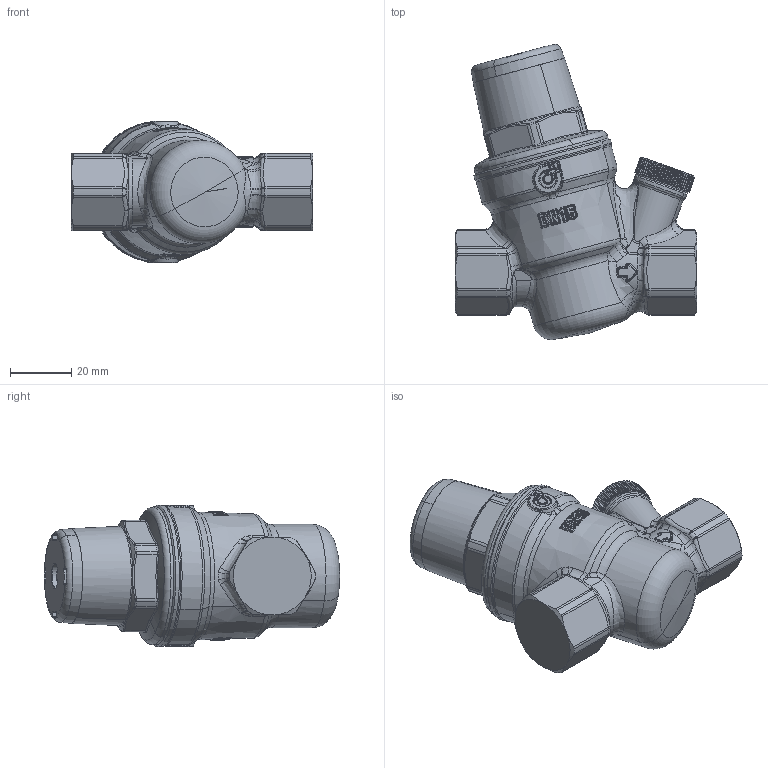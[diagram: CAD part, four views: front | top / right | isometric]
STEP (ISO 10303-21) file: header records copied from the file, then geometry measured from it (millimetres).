
FILE_DESCRIPTION(('CATIA V5 STEP Exchange','CAx-IF Rec.Pracs.--- Model Styling and Organization---1.5--- 2016-08-15','CAx-IF Rec.Pracs.---Supplemental Geometry---1.0---2011-11-01','CAx-IF Rec.Pracs.--- Composite Materials ---3.4---2017-06-13','CAx-IF Rec.Pracs.---Tessellated 3D Geometry---1.0---2015-12-17'),'2;1');
FILE_NAME('STEP_533545HS_AUS_-_TST.stp','2024-02-02T16:34:20+00:00',('none'),('none'),'CATIA Version 5-6 Release 2020 SP5','CATIA V5 STEP AP242 v2','none');
FILE_SCHEMA(('AP242_MANAGED_MODEL_BASED_3D_ENGINEERING_MIM_LF {1 0 10303 442 1 1 4}'));
Products named in the file (1): 533545HS AUS - TST
Bounding box: 79.02 x 96.59 x 46.4 mm (x, y, z)
Volume: 130828.7 mm3; surface area: 20166.6 mm2
Topology: 1 solids, 1 shells, 1808 faces, 4570 edges, 2689 vertices
Faces by surface type: bspline 841, plane 422, cylinder 298, torus 100, cone 76, sphere 69, revolution 2
Entity records: 110424 total; most frequent: CARTESIAN_POINT 75567, ORIENTED_EDGE 8944, EDGE_CURVE 4472, DIRECTION 3266, VERTEX_POINT 2688, B_SPLINE_CURVE_WITH_KNOTS 2626, EDGE_LOOP 1836, ADVANCED_FACE 1807
